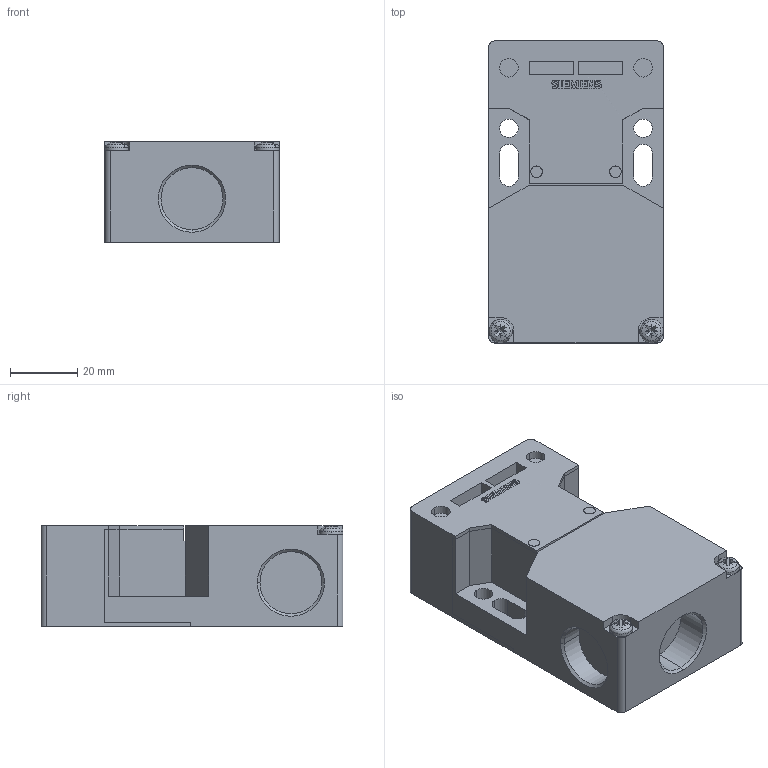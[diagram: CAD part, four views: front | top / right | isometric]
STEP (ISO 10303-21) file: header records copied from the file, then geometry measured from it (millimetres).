
FILE_DESCRIPTION(/* description */ (''),/* implementation_level */ '2;1');
FILE_NAME(/* name */ 'G_NSD0_XX_90385V.stp',/* time_stamp */ '2024-07-18T16:26:48+02:00',/* author */ (''),/* organization */ (''),/* preprocessor_version */ 'ST-DEVELOPER v18.101',/* originating_system */ 'SIEMENS PLM Software NX 2007',/* authorisation */ '');
FILE_SCHEMA (('AUTOMOTIVE_DESIGN { 1 0 10303 214 3 1 1 1 }'));
Length unit declared in the file: millimetre
Products named in the file (1): G_NSD0_XX_90385V
Bounding box: 52 x 90 x 30 mm (x, y, z)
Volume: 114488.2 mm3; surface area: 23016.1 mm2
Topology: 1 solids, 1 shells, 331 faces, 850 edges, 545 vertices
Faces by surface type: plane 213, cylinder 71, cone 26, bspline 17, torus 4
Entity records: 11675 total; most frequent: CARTESIAN_POINT 3024, ORIENTED_EDGE 1702, DIRECTION 1427, EDGE_CURVE 851, VERTEX_POINT 546, LINE 529, VECTOR 529, AXIS2_PLACEMENT_3D 449
